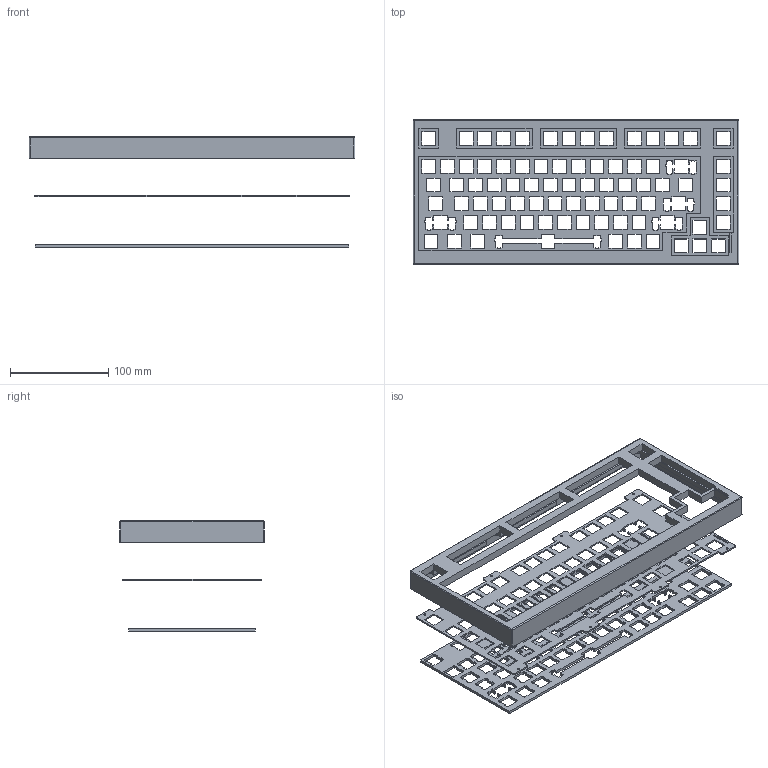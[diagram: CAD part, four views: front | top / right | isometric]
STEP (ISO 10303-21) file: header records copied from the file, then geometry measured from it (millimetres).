
FILE_DESCRIPTION(/* description */ (''),/* implementation_level */ '2;1');
FILE_NAME(/* name */ '',/* time_stamp */ '2025-06-28T17:38:33+08:00',/* author */ (''),/* organization */ (''),/* preprocessor_version */ 'ST-DEVELOPER v20.1',/* originating_system */ 'Autodesk Translation Framework v14.10.0.0',/* authorisation */ '');
FILE_SCHEMA (('AUTOMOTIVE_DESIGN { 1 0 10303 214 3 1 1 }'));
Products named in the file (3): KeyBoard_Up; 零部件1; 零部件2
Assembly tree (2 placements, depth 2):
  KeyBoard_Up
    零部件1
    零部件2
Bounding box: 332.04 x 147.54 x 112.5 mm (x, y, z)
Volume: 268088.3 mm3; surface area: 207139.9 mm2
Topology: 3 solids, 3 shells, 2513 faces, 7488 edges, 4988 vertices
Faces by surface type: plane 2461, cylinder 48, sphere 4
Full cylindrical faces by diameter (mm): 2.2 x8
Entity records: 83450 total; most frequent: CARTESIAN_POINT 14994, ORIENTED_EDGE 14976, DIRECTION 12620, EDGE_CURVE 7488, LINE 7392, VECTOR 7392, VERTEX_POINT 4988, EDGE_LOOP 2884
